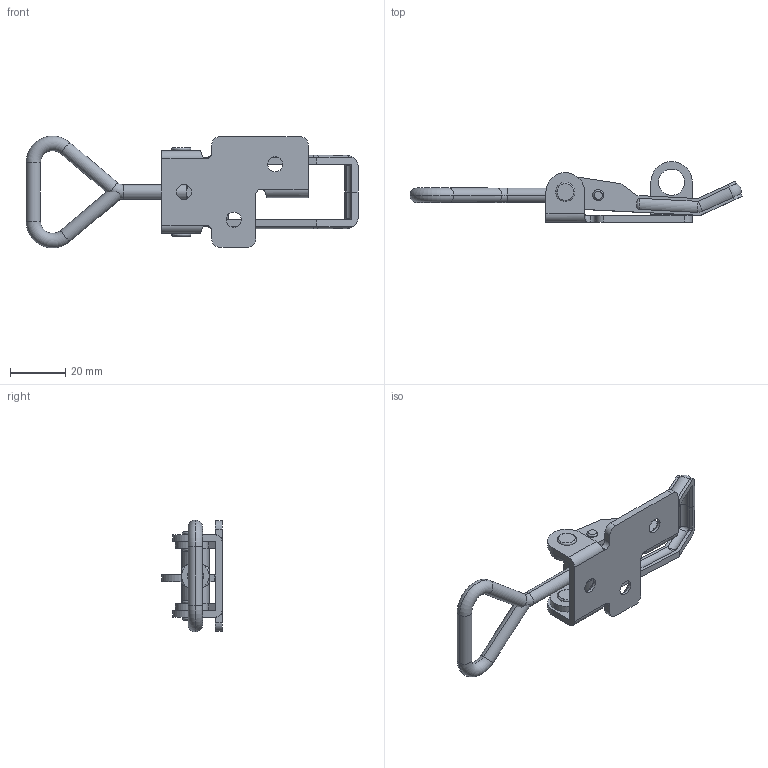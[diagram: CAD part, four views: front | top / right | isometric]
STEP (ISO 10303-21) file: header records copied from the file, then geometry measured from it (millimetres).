
FILE_DESCRIPTION (( 'STEP AP203' ), '1' );
FILE_NAME ('Wiberger-el2030-100-rfe.step', '2013-11-01T11:54:27', ( 'Magnus' ), ( 'Wiberger' ), 'SwSTEP 2.0', 'SolidWorks 2011', '' );
FILE_SCHEMA (( 'CONFIG_CONTROL_DESIGN' ));
Length unit declared in the file: millimetre
Products named in the file (7): Wiberger-el2030-100-rfe_rulle; nit4x5; Wiberger-el2030-100-rfe; Wiberger-din934_m6; Wiberger-el2030-100-rfe_bygel; Wiberger-el2030-100-rfe_grepp; Wiberger-el2030-100-rfe_platta
Assembly tree (7 placements, depth 2):
  Wiberger-el2030-100-rfe
    Wiberger-el2030-100-rfe_platta
    Wiberger-el2030-100-rfe_grepp
    nit4x5  x2
    Wiberger-din934_m6
    Wiberger-el2030-100-rfe_bygel
    Wiberger-el2030-100-rfe_rulle
Bounding box: 120.25 x 22 x 40.5 mm (x, y, z)
Volume: 13105.9 mm3; surface area: 12531.4 mm2
Topology: 8 solids, 8 shells, 217 faces, 517 edges, 318 vertices
Faces by surface type: cylinder 92, plane 66, cone 30, torus 26, bspline 3
Entity records: 7294 total; most frequent: CARTESIAN_POINT 1585, DIRECTION 1105, ORIENTED_EDGE 994, EDGE_CURVE 497, AXIS2_PLACEMENT_3D 438, VERTEX_POINT 306, EDGE_LOOP 233, VECTOR 229
